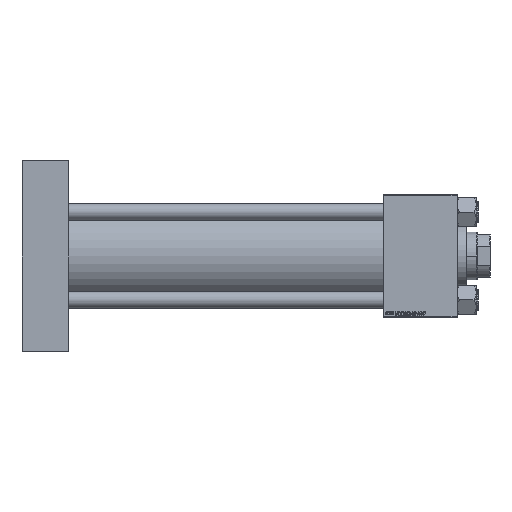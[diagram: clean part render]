
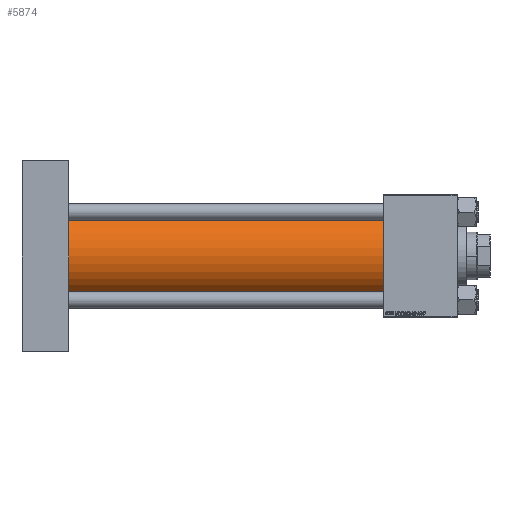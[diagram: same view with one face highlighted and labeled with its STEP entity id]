
A CAD part, front view. The second image highlights one B-rep face of the part: STEP entity #5874.
In plain terms, the highlighted cylindrical face has radius 43 mm (diameter 86 mm), a partial arc.
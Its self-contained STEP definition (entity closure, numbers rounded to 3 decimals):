
#940 = LINE ( 'NONE', #16487, #4229 ) ;
#1398 = VERTEX_POINT ( 'NONE', #5011 ) ;
#4139 = CARTESIAN_POINT ( 'NONE',  ( 340., 0., 0. ) ) ;
#4229 = VECTOR ( 'NONE', #12419, 1000. ) ;
#4727 = VECTOR ( 'NONE', #47579, 1000. ) ;
#5011 = CARTESIAN_POINT ( 'NONE',  ( 44., 0., 43. ) ) ;
#5342 = EDGE_CURVE ( 'NONE', #1398, #43279, #43721, .T. ) ;
#5874 = ADVANCED_FACE ( 'NONE', ( #36228 ), #12042, .T. ) ;
#7910 = AXIS2_PLACEMENT_3D ( 'NONE', #22929, #25754, #14782 ) ;
#8712 = DIRECTION ( 'NONE',  ( 0., 0., 1. ) ) ;
#10429 = CARTESIAN_POINT ( 'NONE',  ( 340., 0., -43. ) ) ;
#12042 = CYLINDRICAL_SURFACE ( 'NONE', #15263, 43. ) ;
#12419 = DIRECTION ( 'NONE',  ( -1., 0., 0. ) ) ;
#12785 = DIRECTION ( 'NONE',  ( -1., 0., 0. ) ) ;
#14782 = DIRECTION ( 'NONE',  ( 0., 0., 1. ) ) ;
#15263 = AXIS2_PLACEMENT_3D ( 'NONE', #4139, #12785, #8712 ) ;
#15699 = ORIENTED_EDGE ( 'NONE', *, *, #45746, .F. ) ;
#16472 = CARTESIAN_POINT ( 'NONE',  ( 340., 0., -43. ) ) ;
#16487 = CARTESIAN_POINT ( 'NONE',  ( 340., 0., 43. ) ) ;
#16509 = CARTESIAN_POINT ( 'NONE',  ( 340., 0., 0. ) ) ;
#20819 = EDGE_CURVE ( 'NONE', #38695, #1398, #940, .T. ) ;
#21187 = ORIENTED_EDGE ( 'NONE', *, *, #20819, .T. ) ;
#22929 = CARTESIAN_POINT ( 'NONE',  ( 44., 0., 0. ) ) ;
#23912 = DIRECTION ( 'NONE',  ( 0., 0., -1. ) ) ;
#25754 = DIRECTION ( 'NONE',  ( 1., 0., 0. ) ) ;
#26339 = VERTEX_POINT ( 'NONE', #10429 ) ;
#26458 = EDGE_CURVE ( 'NONE', #38695, #26339, #38509, .T. ) ;
#28232 = ORIENTED_EDGE ( 'NONE', *, *, #26458, .F. ) ;
#31630 = EDGE_LOOP ( 'NONE', ( #15699, #28232, #21187, #33812 ) ) ;
#33812 = ORIENTED_EDGE ( 'NONE', *, *, #5342, .T. ) ;
#34451 = CARTESIAN_POINT ( 'NONE',  ( 44., 0., -43. ) ) ;
#35858 = LINE ( 'NONE', #16472, #4727 ) ;
#36228 = FACE_OUTER_BOUND ( 'NONE', #31630, .T. ) ;
#38509 = CIRCLE ( 'NONE', #40961, 43. ) ;
#38695 = VERTEX_POINT ( 'NONE', #42975 ) ;
#40961 = AXIS2_PLACEMENT_3D ( 'NONE', #16509, #47613, #23912 ) ;
#42975 = CARTESIAN_POINT ( 'NONE',  ( 340., 0., 43. ) ) ;
#43279 = VERTEX_POINT ( 'NONE', #34451 ) ;
#43721 = CIRCLE ( 'NONE', #7910, 43. ) ;
#45746 = EDGE_CURVE ( 'NONE', #26339, #43279, #35858, .T. ) ;
#47579 = DIRECTION ( 'NONE',  ( -1., 0., 0. ) ) ;
#47613 = DIRECTION ( 'NONE',  ( 1., 0., 0. ) ) ;
